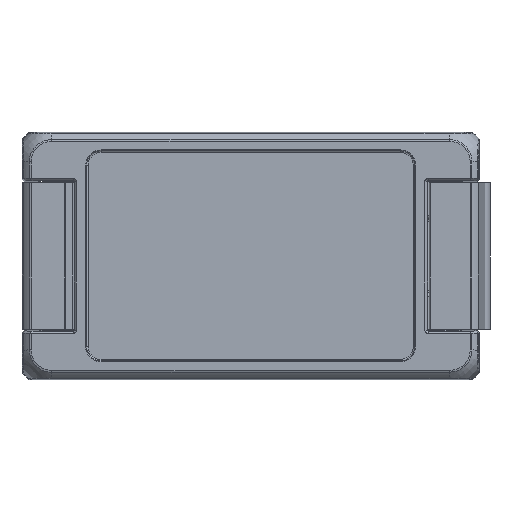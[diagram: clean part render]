
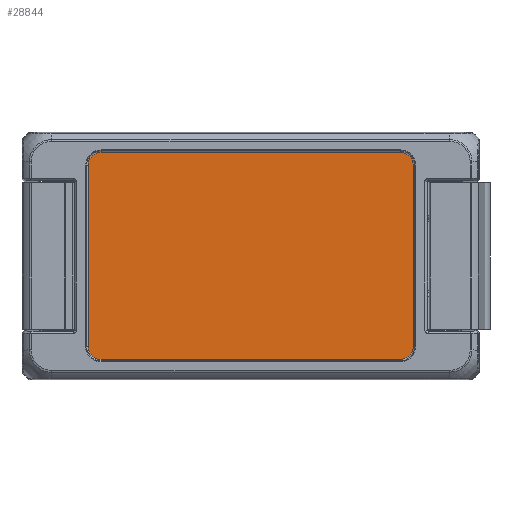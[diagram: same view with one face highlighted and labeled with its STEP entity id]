
A CAD part, top view. The second image highlights one B-rep face of the part: STEP entity #28844.
In plain terms, the highlighted planar face has unit normal (0, 0, 1).
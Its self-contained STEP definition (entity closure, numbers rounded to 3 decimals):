
#1297=PLANE('',#31694);
#1797=ELLIPSE('',#31673,4.501,4.5);
#1799=ELLIPSE('',#31678,4.501,4.5);
#1801=ELLIPSE('',#31683,4.501,4.5);
#1802=ELLIPSE('',#31686,4.501,4.5);
#3394=FACE_OUTER_BOUND('',#5173,.T.);
#5173=EDGE_LOOP('',(#22122,#22123,#22124,#22125,#22126,#22127,#22128,#22129));
#6811=LINE('',#87486,#8477);
#6814=LINE('',#87540,#8480);
#6816=LINE('',#87591,#8482);
#6818=LINE('',#87642,#8484);
#8477=VECTOR('',#37514,10.);
#8480=VECTOR('',#37529,10.);
#8482=VECTOR('',#37541,10.);
#8484=VECTOR('',#37553,10.);
#12098=VERTEX_POINT('',#87483);
#12099=VERTEX_POINT('',#87485);
#12101=VERTEX_POINT('',#87530);
#12103=VERTEX_POINT('',#87536);
#12105=VERTEX_POINT('',#87581);
#12107=VERTEX_POINT('',#87587);
#12109=VERTEX_POINT('',#87632);
#12111=VERTEX_POINT('',#87638);
#15591=EDGE_CURVE('',#12098,#12099,#6811,.T.);
#15596=EDGE_CURVE('',#12099,#12101,#1797,.T.);
#15599=EDGE_CURVE('',#12101,#12103,#6814,.T.);
#15602=EDGE_CURVE('',#12103,#12105,#1799,.T.);
#15605=EDGE_CURVE('',#12105,#12107,#6816,.T.);
#15608=EDGE_CURVE('',#12107,#12109,#1801,.T.);
#15611=EDGE_CURVE('',#12109,#12111,#6818,.T.);
#15612=EDGE_CURVE('',#12111,#12098,#1802,.T.);
#22122=ORIENTED_EDGE('',*,*,#15591,.F.);
#22123=ORIENTED_EDGE('',*,*,#15612,.F.);
#22124=ORIENTED_EDGE('',*,*,#15611,.F.);
#22125=ORIENTED_EDGE('',*,*,#15608,.F.);
#22126=ORIENTED_EDGE('',*,*,#15605,.F.);
#22127=ORIENTED_EDGE('',*,*,#15602,.F.);
#22128=ORIENTED_EDGE('',*,*,#15599,.F.);
#22129=ORIENTED_EDGE('',*,*,#15596,.F.);
#28844=ADVANCED_FACE('',(#3394),#1297,.F.);
#31673=AXIS2_PLACEMENT_3D('',#87534,#37522,#37523);
#31678=AXIS2_PLACEMENT_3D('',#87585,#37534,#37535);
#31683=AXIS2_PLACEMENT_3D('',#87636,#37546,#37547);
#31686=AXIS2_PLACEMENT_3D('',#87683,#37554,#37555);
#31694=AXIS2_PLACEMENT_3D('',#87703,#37577,#37578);
#37514=DIRECTION('',(0.,1.,0.));
#37522=DIRECTION('center_axis',(0.,0.,-1.));
#37523=DIRECTION('ref_axis',(-0.707,0.707,0.));
#37529=DIRECTION('',(1.,0.,0.));
#37534=DIRECTION('center_axis',(0.,0.,-1.));
#37535=DIRECTION('ref_axis',(0.707,0.707,0.));
#37541=DIRECTION('',(0.,-1.,0.));
#37546=DIRECTION('center_axis',(0.,0.,-1.));
#37547=DIRECTION('ref_axis',(0.707,-0.707,0.));
#37553=DIRECTION('',(-1.,0.,0.));
#37554=DIRECTION('center_axis',(0.,0.,-1.));
#37555=DIRECTION('ref_axis',(-0.707,-0.707,0.));
#37577=DIRECTION('center_axis',(0.,0.,-1.));
#37578=DIRECTION('ref_axis',(-1.,0.,0.));
#87483=CARTESIAN_POINT('',(-56.509,-31.509,18.));
#87485=CARTESIAN_POINT('',(-56.509,31.509,18.));
#87486=CARTESIAN_POINT('',(-56.509,-18.25,18.));
#87530=CARTESIAN_POINT('',(-52.009,36.009,18.));
#87534=CARTESIAN_POINT('Origin',(-52.008,31.508,18.));
#87536=CARTESIAN_POINT('',(52.009,36.009,18.));
#87540=CARTESIAN_POINT('',(-28.5,36.009,18.));
#87581=CARTESIAN_POINT('',(56.509,31.509,18.));
#87585=CARTESIAN_POINT('Origin',(52.008,31.508,18.));
#87587=CARTESIAN_POINT('',(56.509,-31.509,18.));
#87591=CARTESIAN_POINT('',(56.509,18.25,18.));
#87632=CARTESIAN_POINT('',(52.009,-36.009,18.));
#87636=CARTESIAN_POINT('Origin',(52.008,-31.508,18.));
#87638=CARTESIAN_POINT('',(-52.009,-36.009,18.));
#87642=CARTESIAN_POINT('',(28.5,-36.009,18.));
#87683=CARTESIAN_POINT('Origin',(-52.008,-31.508,18.));
#87703=CARTESIAN_POINT('Origin',(0.,0.,18.));
